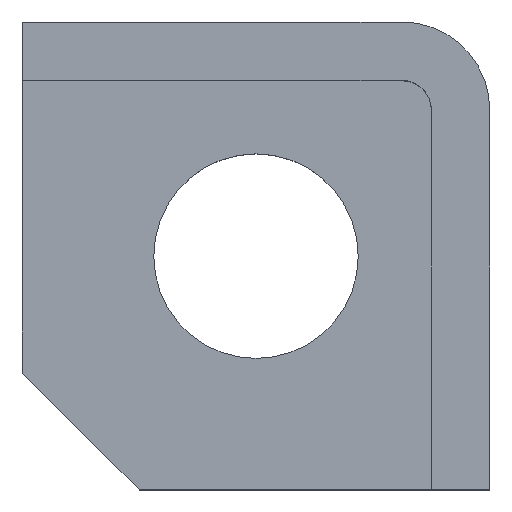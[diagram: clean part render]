
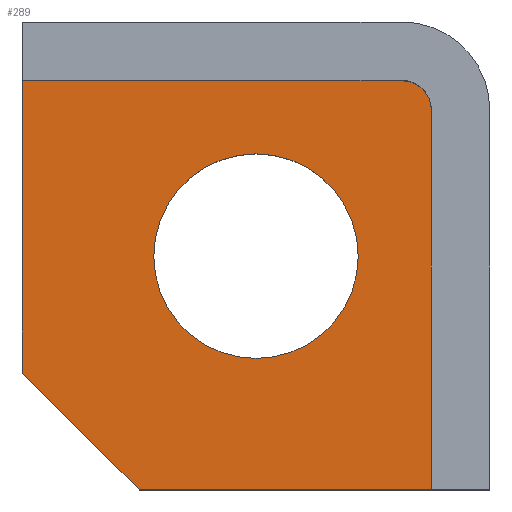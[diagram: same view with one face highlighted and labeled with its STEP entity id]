
A CAD part, top view. The second image highlights one B-rep face of the part: STEP entity #289.
In plain terms, the highlighted planar face has unit normal (0, 0, 1).
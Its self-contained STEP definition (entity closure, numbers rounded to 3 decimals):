
#16=FACE_BOUND('',#54,.T.);
#23=PLANE('',#326);
#37=FACE_OUTER_BOUND('',#53,.T.);
#53=EDGE_LOOP('',(#229,#230,#231,#232,#233,#234));
#54=EDGE_LOOP('',(#235));
#81=LINE('',#466,#110);
#82=LINE('',#468,#111);
#83=LINE('',#470,#112);
#84=LINE('',#472,#113);
#85=LINE('',#473,#114);
#110=VECTOR('',#383,10.);
#111=VECTOR('',#384,10.);
#112=VECTOR('',#385,10.);
#113=VECTOR('',#386,10.);
#114=VECTOR('',#387,10.);
#132=CIRCLE('',#325,5.);
#133=CIRCLE('',#327,17.5);
#150=VERTEX_POINT('',#459);
#151=VERTEX_POINT('',#460);
#152=VERTEX_POINT('',#465);
#153=VERTEX_POINT('',#467);
#154=VERTEX_POINT('',#469);
#155=VERTEX_POINT('',#471);
#156=VERTEX_POINT('',#474);
#180=EDGE_CURVE('',#150,#151,#132,.T.);
#183=EDGE_CURVE('',#151,#152,#81,.T.);
#184=EDGE_CURVE('',#152,#153,#82,.T.);
#185=EDGE_CURVE('',#153,#154,#83,.T.);
#186=EDGE_CURVE('',#154,#155,#84,.T.);
#187=EDGE_CURVE('',#155,#150,#85,.T.);
#188=EDGE_CURVE('',#156,#156,#133,.T.);
#229=ORIENTED_EDGE('',*,*,#180,.T.);
#230=ORIENTED_EDGE('',*,*,#183,.T.);
#231=ORIENTED_EDGE('',*,*,#184,.T.);
#232=ORIENTED_EDGE('',*,*,#185,.T.);
#233=ORIENTED_EDGE('',*,*,#186,.T.);
#234=ORIENTED_EDGE('',*,*,#187,.T.);
#235=ORIENTED_EDGE('',*,*,#188,.T.);
#289=ADVANCED_FACE('',(#37,#16),#23,.T.);
#325=AXIS2_PLACEMENT_3D('',#461,#377,#378);
#326=AXIS2_PLACEMENT_3D('',#464,#381,#382);
#327=AXIS2_PLACEMENT_3D('',#475,#388,#389);
#377=DIRECTION('center_axis',(0.,0.,1.));
#378=DIRECTION('ref_axis',(0.707,0.707,0.));
#381=DIRECTION('center_axis',(0.,0.,1.));
#382=DIRECTION('ref_axis',(1.,0.,0.));
#383=DIRECTION('',(-1.,0.,0.));
#384=DIRECTION('',(0.,-1.,0.));
#385=DIRECTION('',(0.707,-0.707,0.));
#386=DIRECTION('',(1.,0.,0.));
#387=DIRECTION('',(0.,1.,0.));
#388=DIRECTION('center_axis',(0.,0.,-1.));
#389=DIRECTION('ref_axis',(1.,0.,0.));
#459=CARTESIAN_POINT('',(70.,65.,10.));
#460=CARTESIAN_POINT('',(65.,70.,10.));
#461=CARTESIAN_POINT('Origin',(65.,65.,10.));
#464=CARTESIAN_POINT('Origin',(40.,40.,10.));
#465=CARTESIAN_POINT('',(0.,70.,10.));
#466=CARTESIAN_POINT('',(20.,70.,10.));
#467=CARTESIAN_POINT('',(0.,20.,10.));
#468=CARTESIAN_POINT('',(0.,80.,10.));
#469=CARTESIAN_POINT('',(20.,0.,10.));
#470=CARTESIAN_POINT('',(20.,0.,10.));
#471=CARTESIAN_POINT('',(70.,0.,10.));
#472=CARTESIAN_POINT('',(0.,0.,10.));
#473=CARTESIAN_POINT('',(70.,55.,10.));
#474=CARTESIAN_POINT('',(22.5,40.,10.));
#475=CARTESIAN_POINT('Origin',(40.,40.,10.));
